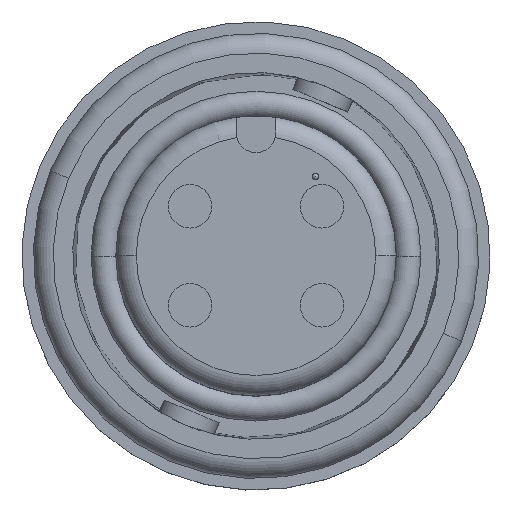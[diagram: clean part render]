
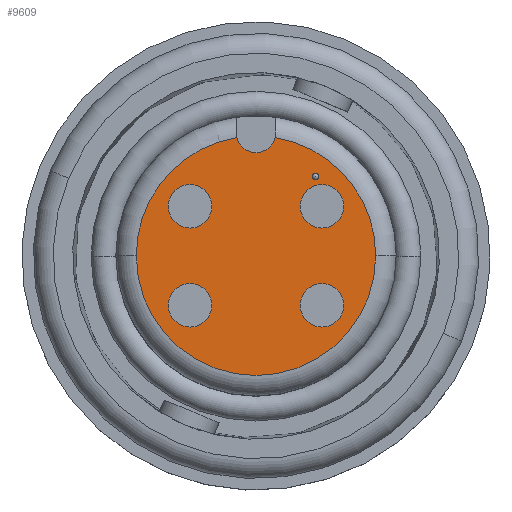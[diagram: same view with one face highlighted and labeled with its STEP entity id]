
A CAD part, top view. The second image highlights one B-rep face of the part: STEP entity #9609.
In plain terms, the highlighted planar face has unit normal (0, 0, 1).
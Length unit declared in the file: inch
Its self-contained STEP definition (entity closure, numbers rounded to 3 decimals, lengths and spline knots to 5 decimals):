
#350 = DIRECTION ( 'NONE',  ( 0., -1., 0. ) ) ;
#370 = EDGE_CURVE ( 'NONE', #1706, #10711, #3527, .T. ) ;
#638 = DIRECTION ( 'NONE',  ( 0., 0., -1. ) ) ;
#791 = VERTEX_POINT ( 'NONE', #14529 ) ;
#826 = AXIS2_PLACEMENT_3D ( 'NONE', #21874, #11686, #1556 ) ;
#843 = DIRECTION ( 'NONE',  ( 0., -1., 0. ) ) ;
#896 = CARTESIAN_POINT ( 'NONE',  ( 0.1, -0.108, 0.313 ) ) ;
#1021 = EDGE_CURVE ( 'NONE', #11280, #11005, #5610, .T. ) ;
#1049 = AXIS2_PLACEMENT_3D ( 'NONE', #19484, #9343, #21206 ) ;
#1081 = VERTEX_POINT ( 'NONE', #15162 ) ;
#1247 = DIRECTION ( 'NONE',  ( 0., 0., 1. ) ) ;
#1249 = AXIS2_PLACEMENT_3D ( 'NONE', #12188, #2077, #13890 ) ;
#1477 = FACE_BOUND ( 'NONE', #19807, .T. ) ;
#1556 = DIRECTION ( 'NONE',  ( 0., -1., 0. ) ) ;
#1620 = DIRECTION ( 'NONE',  ( 0., -1., 0. ) ) ;
#1706 = VERTEX_POINT ( 'NONE', #5229 ) ;
#2017 = FACE_BOUND ( 'NONE', #4992, .T. ) ;
#2077 = DIRECTION ( 'NONE',  ( 0., 0., 1. ) ) ;
#2216 = CIRCLE ( 'NONE', #3545, 0.033 ) ;
#2478 = CARTESIAN_POINT ( 'NONE',  ( -0.1, -0.108, 0.313 ) ) ;
#2490 = EDGE_CURVE ( 'NONE', #14691, #16926, #10680, .T. ) ;
#2614 = AXIS2_PLACEMENT_3D ( 'NONE', #3067, #14896, #4758 ) ;
#2773 = CARTESIAN_POINT ( 'NONE',  ( 0.1815, 0., 0.313 ) ) ;
#2866 = ORIENTED_EDGE ( 'NONE', *, *, #2490, .T. ) ;
#2876 = EDGE_CURVE ( 'NONE', #14215, #791, #8042, .T. ) ;
#3067 = CARTESIAN_POINT ( 'NONE',  ( 0., 0., 0.313 ) ) ;
#3103 = CIRCLE ( 'NONE', #18333, 0.033 ) ;
#3212 = ORIENTED_EDGE ( 'NONE', *, *, #2876, .F. ) ;
#3527 = CIRCLE ( 'NONE', #21404, 0.033 ) ;
#3545 = AXIS2_PLACEMENT_3D ( 'NONE', #20657, #10495, #350 ) ;
#3693 = AXIS2_PLACEMENT_3D ( 'NONE', #17588, #7490, #19332 ) ;
#3830 = VERTEX_POINT ( 'NONE', #896 ) ;
#4054 = AXIS2_PLACEMENT_3D ( 'NONE', #21139, #10963, #843 ) ;
#4117 = CARTESIAN_POINT ( 'NONE',  ( 0.1, 0.108, 0.313 ) ) ;
#4508 = DIRECTION ( 'NONE',  ( 0., 0., 1. ) ) ;
#4645 = DIRECTION ( 'NONE',  ( 0., 0., 1. ) ) ;
#4758 = DIRECTION ( 'NONE',  ( 1., 0., 0. ) ) ;
#4911 = ORIENTED_EDGE ( 'NONE', *, *, #5676, .F. ) ;
#4992 = EDGE_LOOP ( 'NONE', ( #21379, #6470 ) ) ;
#5229 = CARTESIAN_POINT ( 'NONE',  ( -0.1, 0.108, 0.313 ) ) ;
#5610 = CIRCLE ( 'NONE', #826, 0.033 ) ;
#5676 = EDGE_CURVE ( 'NONE', #10320, #14123, #14620, .T. ) ;
#5983 = FACE_BOUND ( 'NONE', #15571, .T. ) ;
#6264 = CIRCLE ( 'NONE', #10296, 0.005 ) ;
#6470 = ORIENTED_EDGE ( 'NONE', *, *, #17401, .F. ) ;
#6552 = CIRCLE ( 'NONE', #1049, 0.033 ) ;
#7131 = CARTESIAN_POINT ( 'NONE',  ( 0., 0.1865, 0.313 ) ) ;
#7307 = EDGE_LOOP ( 'NONE', ( #14577, #17988 ) ) ;
#7490 = DIRECTION ( 'NONE',  ( 0., 0., 1. ) ) ;
#7678 = ORIENTED_EDGE ( 'NONE', *, *, #370, .F. ) ;
#7953 = CARTESIAN_POINT ( 'NONE',  ( -0.1815, 0., 0.313 ) ) ;
#8016 = CARTESIAN_POINT ( 'NONE',  ( 0.1, -0.075, 0.313 ) ) ;
#8042 = CIRCLE ( 'NONE', #15704, 0.03 ) ;
#8122 = FACE_BOUND ( 'NONE', #20032, .T. ) ;
#8285 = CARTESIAN_POINT ( 'NONE',  ( -0.1, 0.042, 0.313 ) ) ;
#8819 = DIRECTION ( 'NONE',  ( 1., 0., 0. ) ) ;
#8888 = DIRECTION ( 'NONE',  ( 0., 0., 1. ) ) ;
#9049 = CARTESIAN_POINT ( 'NONE',  ( -0.1, -0.075, 0.313 ) ) ;
#9235 = EDGE_CURVE ( 'NONE', #17990, #1081, #6264, .T. ) ;
#9343 = DIRECTION ( 'NONE',  ( 0., 0., 1. ) ) ;
#9609 = ADVANCED_FACE ( 'NONE', ( #8122, #2017, #14985, #10503, #5983, #1477 ), #19215, .F. ) ;
#9640 = ORIENTED_EDGE ( 'NONE', *, *, #10496, .F. ) ;
#9718 = DIRECTION ( 'NONE',  ( 0., -1., 0. ) ) ;
#10296 = AXIS2_PLACEMENT_3D ( 'NONE', #11379, #1247, #13057 ) ;
#10308 = EDGE_CURVE ( 'NONE', #14123, #10320, #21084, .T. ) ;
#10320 = VERTEX_POINT ( 'NONE', #2478 ) ;
#10495 = DIRECTION ( 'NONE',  ( 0., 0., 1. ) ) ;
#10496 = EDGE_CURVE ( 'NONE', #1081, #17990, #18943, .T. ) ;
#10503 = FACE_BOUND ( 'NONE', #7307, .T. ) ;
#10680 = CIRCLE ( 'NONE', #3693, 0.1815 ) ;
#10711 = VERTEX_POINT ( 'NONE', #8285 ) ;
#10729 = DIRECTION ( 'NONE',  ( 0., -1., 0. ) ) ;
#10963 = DIRECTION ( 'NONE',  ( 0., 0., 1. ) ) ;
#11005 = VERTEX_POINT ( 'NONE', #4117 ) ;
#11244 = AXIS2_PLACEMENT_3D ( 'NONE', #8016, #19858, #9718 ) ;
#11280 = VERTEX_POINT ( 'NONE', #11713 ) ;
#11379 = CARTESIAN_POINT ( 'NONE',  ( 0.09, 0.12, 0.313 ) ) ;
#11686 = DIRECTION ( 'NONE',  ( 0., 0., 1. ) ) ;
#11713 = CARTESIAN_POINT ( 'NONE',  ( 0.1, 0.042, 0.313 ) ) ;
#12188 = CARTESIAN_POINT ( 'NONE',  ( 0., 0., 0.313 ) ) ;
#12458 = DIRECTION ( 'NONE',  ( -1., 0., 0. ) ) ;
#12929 = ORIENTED_EDGE ( 'NONE', *, *, #21203, .T. ) ;
#13044 = CARTESIAN_POINT ( 'NONE',  ( 0.095, 0.12, 0.313 ) ) ;
#13057 = DIRECTION ( 'NONE',  ( -1., 0., 0. ) ) ;
#13353 = AXIS2_PLACEMENT_3D ( 'NONE', #9049, #20908, #10729 ) ;
#13430 = CIRCLE ( 'NONE', #11244, 0.033 ) ;
#13835 = EDGE_CURVE ( 'NONE', #11005, #11280, #2216, .T. ) ;
#13890 = DIRECTION ( 'NONE',  ( 1., 0., 0. ) ) ;
#13940 = CIRCLE ( 'NONE', #1249, 0.1815 ) ;
#14123 = VERTEX_POINT ( 'NONE', #16373 ) ;
#14215 = VERTEX_POINT ( 'NONE', #21752 ) ;
#14529 = CARTESIAN_POINT ( 'NONE',  ( 0.02909, 0.17915, 0.313 ) ) ;
#14577 = ORIENTED_EDGE ( 'NONE', *, *, #1021, .F. ) ;
#14620 = CIRCLE ( 'NONE', #13353, 0.033 ) ;
#14650 = CARTESIAN_POINT ( 'NONE',  ( 0.09, 0.12, 0.313 ) ) ;
#14691 = VERTEX_POINT ( 'NONE', #7953 ) ;
#14896 = DIRECTION ( 'NONE',  ( 0., 0., 1. ) ) ;
#14985 = FACE_OUTER_BOUND ( 'NONE', #17347, .T. ) ;
#15128 = VERTEX_POINT ( 'NONE', #21488 ) ;
#15162 = CARTESIAN_POINT ( 'NONE',  ( 0.085, 0.12, 0.313 ) ) ;
#15571 = EDGE_LOOP ( 'NONE', ( #4911, #21391 ) ) ;
#15704 = AXIS2_PLACEMENT_3D ( 'NONE', #7131, #18961, #8819 ) ;
#16328 = DIRECTION ( 'NONE',  ( -1., 0., 0. ) ) ;
#16373 = CARTESIAN_POINT ( 'NONE',  ( -0.1, -0.042, 0.313 ) ) ;
#16878 = ORIENTED_EDGE ( 'NONE', *, *, #18281, .F. ) ;
#16926 = VERTEX_POINT ( 'NONE', #2773 ) ;
#16988 = EDGE_CURVE ( 'NONE', #16926, #791, #17127, .T. ) ;
#17127 = CIRCLE ( 'NONE', #2614, 0.1815 ) ;
#17257 = EDGE_CURVE ( 'NONE', #3830, #15128, #6552, .T. ) ;
#17347 = EDGE_LOOP ( 'NONE', ( #12929, #2866, #21732, #3212 ) ) ;
#17401 = EDGE_CURVE ( 'NONE', #15128, #3830, #13430, .T. ) ;
#17588 = CARTESIAN_POINT ( 'NONE',  ( 0., 0., 0.313 ) ) ;
#17988 = ORIENTED_EDGE ( 'NONE', *, *, #13835, .F. ) ;
#17990 = VERTEX_POINT ( 'NONE', #13044 ) ;
#18281 = EDGE_CURVE ( 'NONE', #10711, #1706, #3103, .T. ) ;
#18333 = AXIS2_PLACEMENT_3D ( 'NONE', #19036, #8888, #20747 ) ;
#18933 = AXIS2_PLACEMENT_3D ( 'NONE', #20936, #638, #12458 ) ;
#18943 = CIRCLE ( 'NONE', #21094, 0.005 ) ;
#18961 = DIRECTION ( 'NONE',  ( 0., 0., 1. ) ) ;
#19036 = CARTESIAN_POINT ( 'NONE',  ( -0.1, 0.075, 0.313 ) ) ;
#19215 = PLANE ( 'NONE',  #18933 ) ;
#19332 = DIRECTION ( 'NONE',  ( 1., 0., 0. ) ) ;
#19484 = CARTESIAN_POINT ( 'NONE',  ( 0.1, -0.075, 0.313 ) ) ;
#19807 = EDGE_LOOP ( 'NONE', ( #9640, #19836 ) ) ;
#19836 = ORIENTED_EDGE ( 'NONE', *, *, #9235, .F. ) ;
#19858 = DIRECTION ( 'NONE',  ( 0., 0., 1. ) ) ;
#20032 = EDGE_LOOP ( 'NONE', ( #16878, #7678 ) ) ;
#20657 = CARTESIAN_POINT ( 'NONE',  ( 0.1, 0.075, 0.313 ) ) ;
#20747 = DIRECTION ( 'NONE',  ( 0., -1., 0. ) ) ;
#20822 = CARTESIAN_POINT ( 'NONE',  ( -0.1, 0.075, 0.313 ) ) ;
#20908 = DIRECTION ( 'NONE',  ( 0., 0., 1. ) ) ;
#20936 = CARTESIAN_POINT ( 'NONE',  ( 0., 0., 0.313 ) ) ;
#21084 = CIRCLE ( 'NONE', #4054, 0.033 ) ;
#21094 = AXIS2_PLACEMENT_3D ( 'NONE', #14650, #4508, #16328 ) ;
#21139 = CARTESIAN_POINT ( 'NONE',  ( -0.1, -0.075, 0.313 ) ) ;
#21203 = EDGE_CURVE ( 'NONE', #14215, #14691, #13940, .T. ) ;
#21206 = DIRECTION ( 'NONE',  ( 0., -1., 0. ) ) ;
#21379 = ORIENTED_EDGE ( 'NONE', *, *, #17257, .F. ) ;
#21391 = ORIENTED_EDGE ( 'NONE', *, *, #10308, .F. ) ;
#21404 = AXIS2_PLACEMENT_3D ( 'NONE', #20822, #4645, #1620 ) ;
#21488 = CARTESIAN_POINT ( 'NONE',  ( 0.1, -0.042, 0.313 ) ) ;
#21732 = ORIENTED_EDGE ( 'NONE', *, *, #16988, .T. ) ;
#21752 = CARTESIAN_POINT ( 'NONE',  ( -0.02909, 0.17915, 0.313 ) ) ;
#21874 = CARTESIAN_POINT ( 'NONE',  ( 0.1, 0.075, 0.313 ) ) ;
